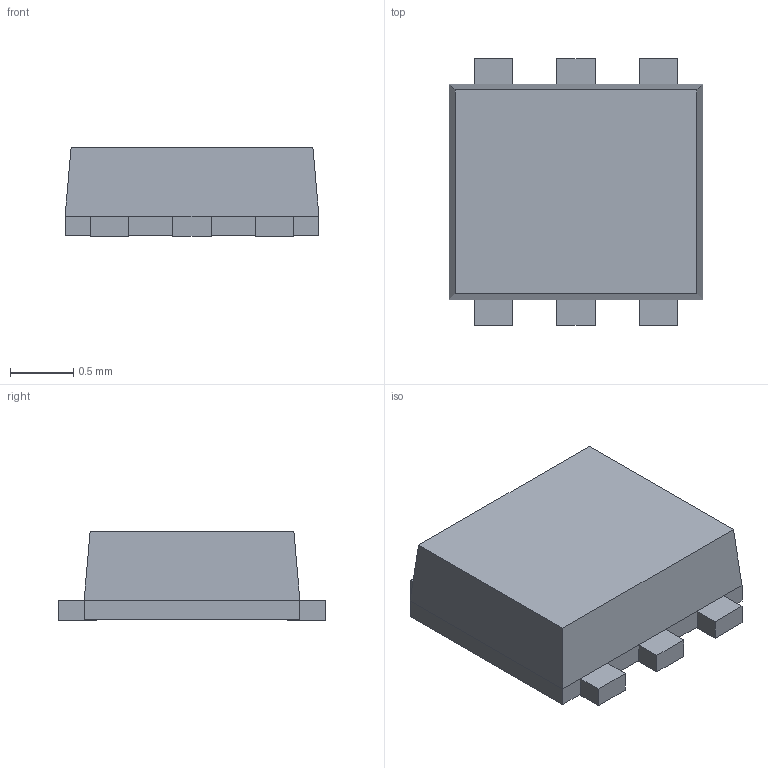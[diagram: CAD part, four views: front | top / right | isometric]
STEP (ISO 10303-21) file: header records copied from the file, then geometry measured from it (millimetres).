
FILE_DESCRIPTION (( 'STEP AP214' ), '1' );
FILE_NAME ('UF6.STEP', '2018-01-25T00:58:30', ( '΢���û�' ), ( '΢���й�' ), 'SwSTEP 2.0', 'SolidWorks 2015', '' );
FILE_SCHEMA (( 'AUTOMOTIVE_DESIGN' ));
Length unit declared in the file: millimetre
Products named in the file (1): UF6
Bounding box: 2 x 2.1 x 0.7 mm (x, y, z)
Volume: 2.3 mm3; surface area: 13.8 mm2
Topology: 7 solids, 7 shells, 70 faces, 164 edges, 108 vertices
Faces by surface type: plane 70
Entity records: 2308 total; most frequent: CARTESIAN_POINT 343, ORIENTED_EDGE 328, DIRECTION 306, VECTOR 164, LINE 164, EDGE_CURVE 164, VERTEX_POINT 108, AXIS2_PLACEMENT_3D 71
